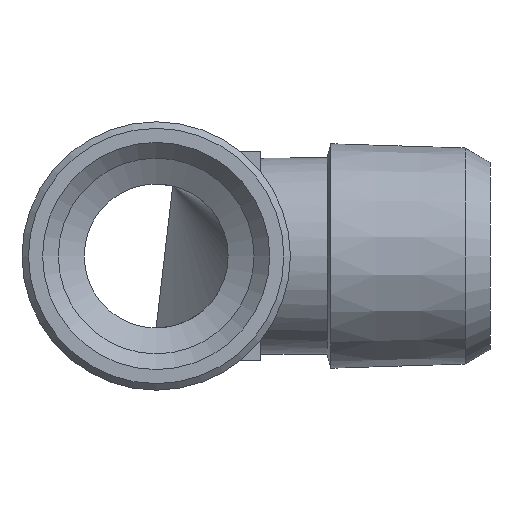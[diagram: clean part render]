
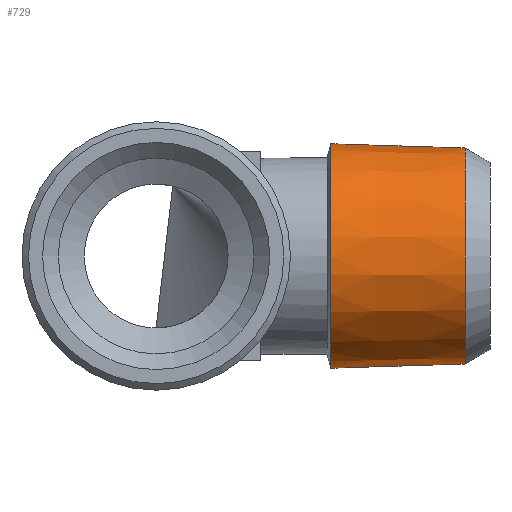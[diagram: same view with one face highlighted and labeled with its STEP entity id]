
A CAD part, left-side view. The second image highlights one B-rep face of the part: STEP entity #729.
In plain terms, the highlighted conical face has half-angle 1.79 degrees and reference radius 8.25 mm.
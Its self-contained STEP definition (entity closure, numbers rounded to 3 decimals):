
#1 = EDGE_CURVE ( 'NONE', #929, #929, #1247, .T. ) ;
#2 = EDGE_CURVE ( 'NONE', #930, #930, #1245, .T. ) ;
#44 = AXIS2_PLACEMENT_3D ( 'NONE', #360, #359, #379 ) ;
#45 = AXIS2_PLACEMENT_3D ( 'NONE', #353, #355, #345 ) ;
#54 = AXIS2_PLACEMENT_3D ( 'NONE', #603, #602, #624 ) ;
#265 = CARTESIAN_POINT ( 'NONE',  ( 9., -17.349, 8.57 ) ) ;
#267 = CARTESIAN_POINT ( 'NONE',  ( 9., -27.595, 8.25 ) ) ;
#345 = DIRECTION ( 'NONE',  ( 0., 0., 1. ) ) ;
#353 = CARTESIAN_POINT ( 'NONE',  ( 9., -27.595, 0. ) ) ;
#355 = DIRECTION ( 'NONE',  ( 0., 1., 0. ) ) ;
#359 = DIRECTION ( 'NONE',  ( 0., 1., 0. ) ) ;
#360 = CARTESIAN_POINT ( 'NONE',  ( 9., -17.349, 0. ) ) ;
#379 = DIRECTION ( 'NONE',  ( 0., 0., 1. ) ) ;
#602 = DIRECTION ( 'NONE',  ( 0., 1., 0. ) ) ;
#603 = CARTESIAN_POINT ( 'NONE',  ( 9., -27.595, 0. ) ) ;
#624 = DIRECTION ( 'NONE',  ( 0., 0., 1. ) ) ;
#729 = ADVANCED_FACE ( 'NONE', ( #1023, #1027 ), #1009, .T. ) ;
#869 = EDGE_LOOP ( 'NONE', ( #1270 ) ) ;
#874 = EDGE_LOOP ( 'NONE', ( #1269 ) ) ;
#929 = VERTEX_POINT ( 'NONE', #267 ) ;
#930 = VERTEX_POINT ( 'NONE', #265 ) ;
#1009 = CONICAL_SURFACE ( 'NONE', #54, 8.25, 0.031 ) ;
#1023 = FACE_OUTER_BOUND ( 'NONE', #874, .T. ) ;
#1027 = FACE_BOUND ( 'NONE', #869, .T. ) ;
#1245 = CIRCLE ( 'NONE', #44, 8.57 ) ;
#1247 = CIRCLE ( 'NONE', #45, 8.25 ) ;
#1269 = ORIENTED_EDGE ( 'NONE', *, *, #2, .F. ) ;
#1270 = ORIENTED_EDGE ( 'NONE', *, *, #1, .T. ) ;
